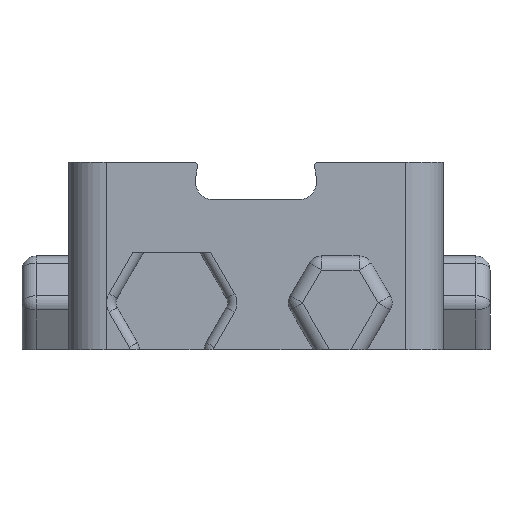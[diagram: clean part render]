
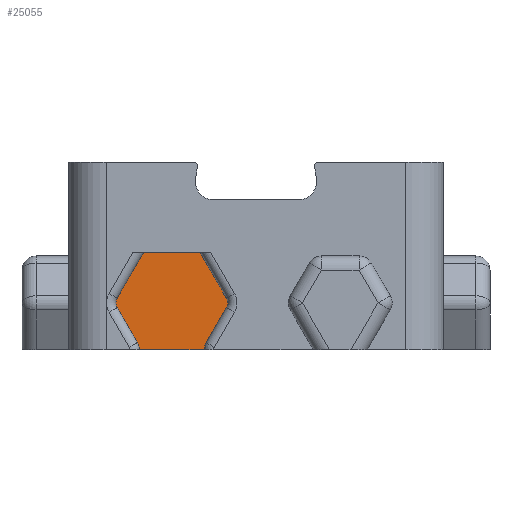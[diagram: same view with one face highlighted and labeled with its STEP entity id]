
A CAD part, left-side view. The second image highlights one B-rep face of the part: STEP entity #25055.
In plain terms, the highlighted planar face has unit normal (-1, 0, 0).
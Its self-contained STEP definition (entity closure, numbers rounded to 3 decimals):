
#22425 = VERTEX_POINT('',#22426);
#22426 = CARTESIAN_POINT('',(-14.7,5.998,10.4));
#22432 = EDGE_CURVE('',#22425,#22433,#22435,.T.);
#22433 = VERTEX_POINT('',#22434);
#22434 = CARTESIAN_POINT('',(-14.7,12.002,10.4));
#22435 = LINE('',#22436,#22437);
#22436 = CARTESIAN_POINT('',(-14.7,5.998,10.4));
#22437 = VECTOR('',#22438,1.);
#22438 = DIRECTION('',(0.,1.,0.));
#25028 = VERTEX_POINT('',#25029);
#25029 = CARTESIAN_POINT('',(-14.7,12.666,0.75));
#25035 = EDGE_CURVE('',#25028,#25036,#25038,.T.);
#25036 = VERTEX_POINT('',#25037);
#25037 = CARTESIAN_POINT('',(-14.7,12.465,0.));
#25038 = CIRCLE('',#25039,1.5);
#25039 = AXIS2_PLACEMENT_3D('',#25040,#25041,#25042);
#25040 = CARTESIAN_POINT('',(-14.7,13.965,0.)
  );
#25041 = DIRECTION('',(1.,0.,0.));
#25042 = DIRECTION('',(0.,1.,0.));
#25055 = ADVANCED_FACE('',(#25056),#25123,.T.);
#25056 = FACE_BOUND('',#25057,.T.);
#25057 = EDGE_LOOP('',(#25058,#25066,#25067,#25075,#25084,#25092,#25101,
    #25107,#25108,#25116));
#25058 = ORIENTED_EDGE('',*,*,#25059,.T.);
#25059 = EDGE_CURVE('',#25060,#25028,#25062,.T.);
#25060 = VERTEX_POINT('',#25061);
#25061 = CARTESIAN_POINT('',(-14.7,14.831,4.5));
#25062 = LINE('',#25063,#25064);
#25063 = CARTESIAN_POINT('',(-14.7,14.831,4.5));
#25064 = VECTOR('',#25065,1.);
#25065 = DIRECTION('',(0.,-0.5,-0.866));
#25066 = ORIENTED_EDGE('',*,*,#25035,.T.);
#25067 = ORIENTED_EDGE('',*,*,#25068,.T.);
#25068 = EDGE_CURVE('',#25036,#25069,#25071,.T.);
#25069 = VERTEX_POINT('',#25070);
#25070 = CARTESIAN_POINT('',(-14.7,5.535,0.));
#25071 = LINE('',#25072,#25073);
#25072 = CARTESIAN_POINT('',(-14.7,12.465,0.)
  );
#25073 = VECTOR('',#25074,1.);
#25074 = DIRECTION('',(0.,-1.,0.));
#25075 = ORIENTED_EDGE('',*,*,#25076,.T.);
#25076 = EDGE_CURVE('',#25069,#25077,#25079,.T.);
#25077 = VERTEX_POINT('',#25078);
#25078 = CARTESIAN_POINT('',(-14.7,5.334,0.75));
#25079 = CIRCLE('',#25080,1.5);
#25080 = AXIS2_PLACEMENT_3D('',#25081,#25082,#25083);
#25081 = CARTESIAN_POINT('',(-14.7,4.035,0.));
#25082 = DIRECTION('',(1.,0.,0.));
#25083 = DIRECTION('',(0.,1.,0.));
#25084 = ORIENTED_EDGE('',*,*,#25085,.T.);
#25085 = EDGE_CURVE('',#25077,#25086,#25088,.T.);
#25086 = VERTEX_POINT('',#25087);
#25087 = CARTESIAN_POINT('',(-14.7,3.169,4.5));
#25088 = LINE('',#25089,#25090);
#25089 = CARTESIAN_POINT('',(-14.7,5.334,0.75));
#25090 = VECTOR('',#25091,1.);
#25091 = DIRECTION('',(0.,-0.5,0.866));
#25092 = ORIENTED_EDGE('',*,*,#25093,.F.);
#25093 = EDGE_CURVE('',#25094,#25086,#25096,.T.);
#25094 = VERTEX_POINT('',#25095);
#25095 = CARTESIAN_POINT('',(-14.7,3.169,5.5));
#25096 = CIRCLE('',#25097,1.);
#25097 = AXIS2_PLACEMENT_3D('',#25098,#25099,#25100);
#25098 = CARTESIAN_POINT('',(-14.7,4.035,5.));
#25099 = DIRECTION('',(1.,0.,0.));
#25100 = DIRECTION('',(0.,1.,0.));
#25101 = ORIENTED_EDGE('',*,*,#25102,.T.);
#25102 = EDGE_CURVE('',#25094,#22425,#25103,.T.);
#25103 = LINE('',#25104,#25105);
#25104 = CARTESIAN_POINT('',(-14.7,3.169,5.5));
#25105 = VECTOR('',#25106,1.);
#25106 = DIRECTION('',(0.,0.5,0.866));
#25107 = ORIENTED_EDGE('',*,*,#22432,.T.);
#25108 = ORIENTED_EDGE('',*,*,#25109,.T.);
#25109 = EDGE_CURVE('',#22433,#25110,#25112,.T.);
#25110 = VERTEX_POINT('',#25111);
#25111 = CARTESIAN_POINT('',(-14.7,14.831,5.5));
#25112 = LINE('',#25113,#25114);
#25113 = CARTESIAN_POINT('',(-14.7,12.002,10.4));
#25114 = VECTOR('',#25115,1.);
#25115 = DIRECTION('',(0.,0.5,-0.866));
#25116 = ORIENTED_EDGE('',*,*,#25117,.F.);
#25117 = EDGE_CURVE('',#25060,#25110,#25118,.T.);
#25118 = CIRCLE('',#25119,1.);
#25119 = AXIS2_PLACEMENT_3D('',#25120,#25121,#25122);
#25120 = CARTESIAN_POINT('',(-14.7,13.965,5.));
#25121 = DIRECTION('',(1.,0.,0.));
#25122 = DIRECTION('',(0.,1.,0.));
#25123 = PLANE('',#25124);
#25124 = AXIS2_PLACEMENT_3D('',#25125,#25126,#25127);
#25125 = CARTESIAN_POINT('',(-14.7,9.,5.091));
#25126 = DIRECTION('',(-1.,0.,0.));
#25127 = DIRECTION('',(0.,0.,1.));
